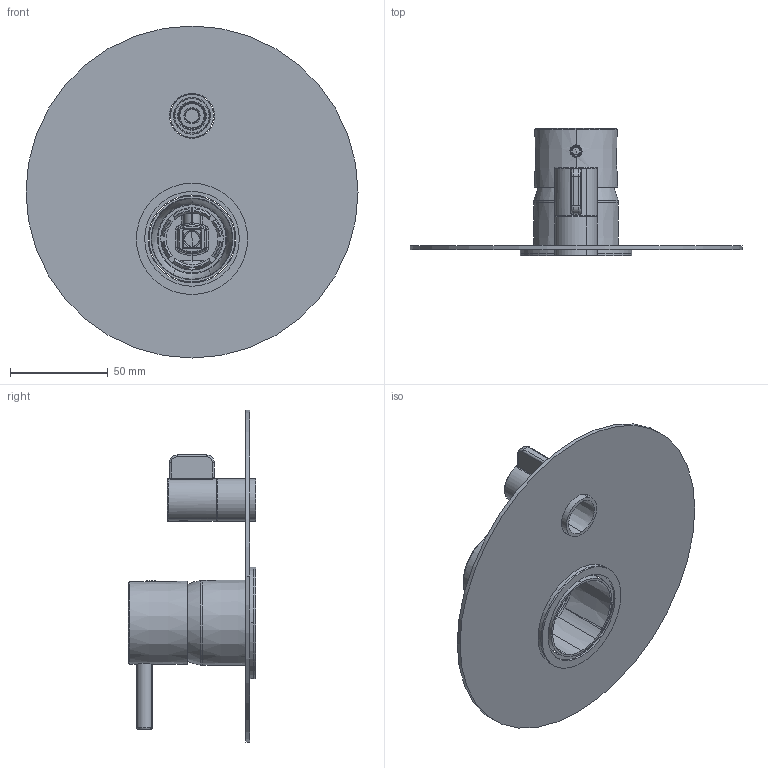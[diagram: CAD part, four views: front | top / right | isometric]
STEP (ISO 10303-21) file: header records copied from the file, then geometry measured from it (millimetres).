
FILE_DESCRIPTION(('CATIA V5 STEP Exchange','CAx-IF Rec.Pracs.--- Model Styling and Organization---1.5--- 2016-08-15','CAx-IF Rec.Pracs.---Supplemental Geometry---1.0---2011-11-01','CAx-IF Rec.Pracs.--- Composite Materials ---3.4---2017-06-13','CAx-IF Rec.Pracs.---Tessellated 3D Geometry---1.0---2015-12-17'),'2;1');
FILE_NAME('SM002300.stp','2025-12-01T14:25:06+00:00',('none'),('none'),'CATIA Version 5-6 Release 2020 SP3','CATIA V5 STEP AP242 v2','none');
FILE_SCHEMA(('AP242_MANAGED_MODEL_BASED_3D_ENGINEERING_MIM_LF {1 0 10303 442 1 1 4}'));
Length unit declared in the file: millimetre
Products named in the file (1): SM002300
Bounding box: 170 x 65.19 x 170 mm (x, y, z)
Volume: 75947 mm3; surface area: 80507.2 mm2
Topology: 10 solids, 10 shells, 733 faces, 1915 edges, 1194 vertices
Faces by surface type: plane 187, cylinder 122, torus 112, cone 108, extrusion 98, bspline 82, sphere 18, revolution 6
Entity records: 29333 total; most frequent: CARTESIAN_POINT 14154, ORIENTED_EDGE 3788, EDGE_CURVE 1894, DIRECTION 1877, VERTEX_POINT 1194, B_SPLINE_CURVE_WITH_KNOTS 983, AXIS2_PLACEMENT_3D 923, EDGE_LOOP 764
